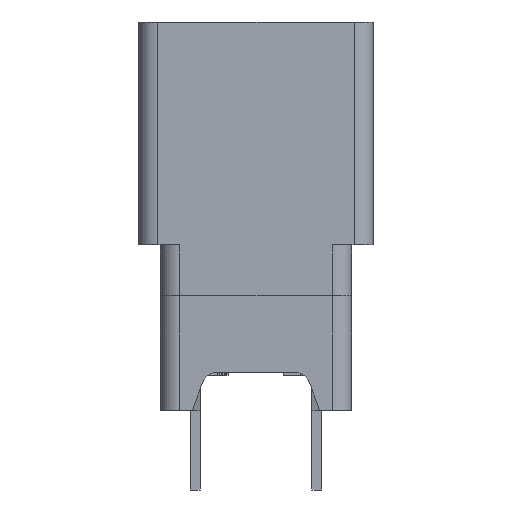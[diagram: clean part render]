
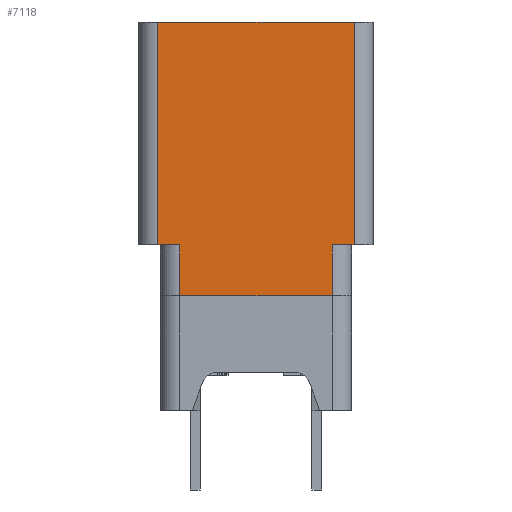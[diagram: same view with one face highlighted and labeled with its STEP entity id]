
A CAD part, left-side view. The second image highlights one B-rep face of the part: STEP entity #7118.
In plain terms, the highlighted planar face has unit normal (-1, 0, 0).
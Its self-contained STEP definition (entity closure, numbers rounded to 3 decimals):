
#3=DIRECTION('',(0.,0.,-1.));
#4=VECTOR('',#3,2.032);
#5=CARTESIAN_POINT('',(-31.242,-3.048,-8.89));
#6=LINE('',#5,#4);
#7=DIRECTION('',(0.,0.,-1.));
#8=VECTOR('',#7,2.032);
#9=CARTESIAN_POINT('',(-31.242,3.048,-8.89));
#10=LINE('',#9,#8);
#11=DIRECTION('',(0.,0.,-1.));
#12=VECTOR('',#11,8.89);
#13=CARTESIAN_POINT('',(-31.242,3.912,0.));
#14=LINE('',#13,#12);
#15=DIRECTION('',(0.,-1.,0.));
#16=VECTOR('',#15,7.823);
#17=CARTESIAN_POINT('',(-31.242,3.912,0.));
#18=LINE('',#17,#16);
#19=DIRECTION('',(0.,0.,1.));
#20=VECTOR('',#19,8.89);
#21=CARTESIAN_POINT('',(-31.242,-3.912,-8.89));
#22=LINE('',#21,#20);
#37=DIRECTION('',(0.,-1.,0.));
#38=VECTOR('',#37,0.864);
#39=CARTESIAN_POINT('',(-31.242,3.912,-8.89));
#40=LINE('',#39,#38);
#41=DIRECTION('',(0.,-1.,0.));
#42=VECTOR('',#41,0.864);
#43=CARTESIAN_POINT('',(-31.242,-3.048,-8.89));
#44=LINE('',#43,#42);
#101=DIRECTION('',(0.,1.,0.));
#102=VECTOR('',#101,6.096);
#103=CARTESIAN_POINT('',(-31.242,-3.048,-10.922));
#104=LINE('',#103,#102);
#6055=CARTESIAN_POINT('',(-31.242,-3.912,0.));
#6057=VERTEX_POINT('',#6055);
#6061=CARTESIAN_POINT('',(-31.242,-3.912,-8.89));
#6062=VERTEX_POINT('',#6061);
#6063=CARTESIAN_POINT('',(-31.242,3.912,-8.89));
#6065=VERTEX_POINT('',#6063);
#6069=CARTESIAN_POINT('',(-31.242,3.912,0.));
#6070=VERTEX_POINT('',#6069);
#6091=CARTESIAN_POINT('',(-31.242,-3.048,-10.922));
#6092=CARTESIAN_POINT('',(-31.242,3.048,-10.922));
#6093=VERTEX_POINT('',#6091);
#6094=VERTEX_POINT('',#6092);
#6104=CARTESIAN_POINT('',(-31.242,3.048,-8.89));
#6106=VERTEX_POINT('',#6104);
#6107=CARTESIAN_POINT('',(-31.242,-3.048,-8.89));
#6109=VERTEX_POINT('',#6107);
#7095=CARTESIAN_POINT('',(-31.242,0.,0.));
#7096=DIRECTION('',(1.,0.,0.));
#7097=DIRECTION('',(0.,-1.,0.));
#7098=AXIS2_PLACEMENT_3D('',#7095,#7096,#7097);
#7099=PLANE('',#7098);
#7101=ORIENTED_EDGE('',*,*,#7100,.F.);
#7103=ORIENTED_EDGE('',*,*,#7102,.T.);
#7105=ORIENTED_EDGE('',*,*,#7104,.T.);
#7107=ORIENTED_EDGE('',*,*,#7106,.F.);
#7109=ORIENTED_EDGE('',*,*,#7108,.F.);
#7111=ORIENTED_EDGE('',*,*,#7110,.F.);
#7113=ORIENTED_EDGE('',*,*,#7112,.T.);
#7115=ORIENTED_EDGE('',*,*,#7114,.F.);
#7116=EDGE_LOOP('',(#7101,#7103,#7105,#7107,#7109,#7111,#7113,#7115));
#7117=FACE_OUTER_BOUND('',#7116,.F.);
#7100=EDGE_CURVE('',#6109,#6062,#44,.T.);
#7102=EDGE_CURVE('',#6109,#6093,#6,.T.);
#7104=EDGE_CURVE('',#6093,#6094,#104,.T.);
#7106=EDGE_CURVE('',#6106,#6094,#10,.T.);
#7108=EDGE_CURVE('',#6065,#6106,#40,.T.);
#7110=EDGE_CURVE('',#6070,#6065,#14,.T.);
#7112=EDGE_CURVE('',#6070,#6057,#18,.T.);
#7114=EDGE_CURVE('',#6062,#6057,#22,.T.);
#7118=ADVANCED_FACE('',(#7117),#7099,.F.);
